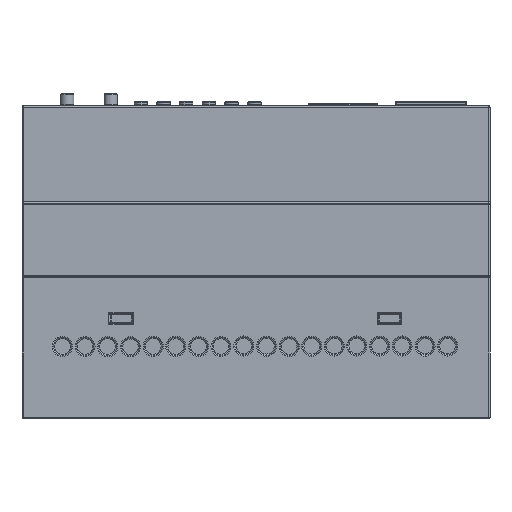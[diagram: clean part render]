
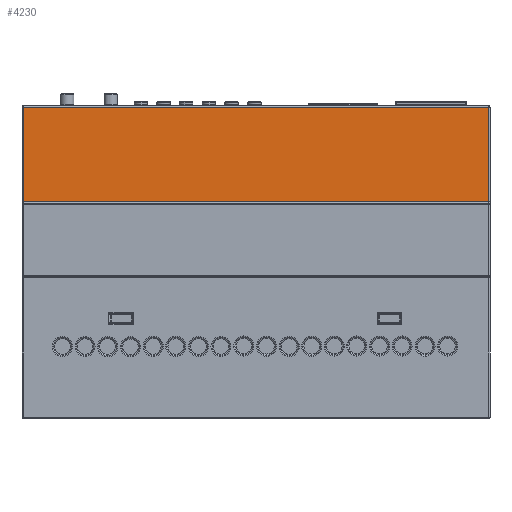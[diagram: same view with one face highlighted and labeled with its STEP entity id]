
A CAD part, front view. The second image highlights one B-rep face of the part: STEP entity #4230.
In plain terms, the highlighted planar face has unit normal (0, -1, 0).
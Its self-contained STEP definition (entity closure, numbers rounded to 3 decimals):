
#3228 = VECTOR ( 'NONE', #58513, 1000. ) ;
#3746 = VECTOR ( 'NONE', #21816, 1000. ) ;
#4230 = ADVANCED_FACE ( 'NONE', ( #117844 ), #115802, .F. ) ;
#6335 = ORIENTED_EDGE ( 'NONE', *, *, #164357, .T. ) ;
#8206 = VECTOR ( 'NONE', #136114, 1000. ) ;
#8569 = DIRECTION ( 'NONE',  ( -1., 0., 0. ) ) ;
#10143 = DIRECTION ( 'NONE',  ( 0., 1., 0. ) ) ;
#13767 = ORIENTED_EDGE ( 'NONE', *, *, #95144, .T. ) ;
#21816 = DIRECTION ( 'NONE',  ( 1., 0., 0. ) ) ;
#24560 = VERTEX_POINT ( 'NONE', #169669 ) ;
#26088 = ORIENTED_EDGE ( 'NONE', *, *, #78079, .T. ) ;
#34552 = ORIENTED_EDGE ( 'NONE', *, *, #114359, .T. ) ;
#52304 = AXIS2_PLACEMENT_3D ( 'NONE', #174865, #10143, #175461 ) ;
#53222 = CARTESIAN_POINT ( 'NONE',  ( 52.85, -18.5, 82.14 ) ) ;
#58513 = DIRECTION ( 'NONE',  ( 0., 0., -1. ) ) ;
#74389 = LINE ( 'NONE', #53222, #8206 ) ;
#78079 = EDGE_CURVE ( 'NONE', #171957, #24560, #84840, .T. ) ;
#78858 = VERTEX_POINT ( 'NONE', #114516 ) ;
#84317 = LINE ( 'NONE', #126577, #3228 ) ;
#84840 = LINE ( 'NONE', #89787, #3746 ) ;
#89787 = CARTESIAN_POINT ( 'NONE',  ( -51.9, -18.5, 43.75 ) ) ;
#95127 = CARTESIAN_POINT ( 'NONE',  ( -51.65, -18.5, 43.75 ) ) ;
#95144 = EDGE_CURVE ( 'NONE', #78858, #171957, #84317, .T. ) ;
#114213 = LINE ( 'NONE', #158904, #163348 ) ;
#114359 = EDGE_CURVE ( 'NONE', #122711, #78858, #114213, .T. ) ;
#114516 = CARTESIAN_POINT ( 'NONE',  ( -51.65, -18.5, 65.05 ) ) ;
#115802 = PLANE ( 'NONE',  #52304 ) ;
#117844 = FACE_OUTER_BOUND ( 'NONE', #174263, .T. ) ;
#122711 = VERTEX_POINT ( 'NONE', #135242 ) ;
#126577 = CARTESIAN_POINT ( 'NONE',  ( -51.65, -18.5, 82.14 ) ) ;
#135242 = CARTESIAN_POINT ( 'NONE',  ( 52.85, -18.5, 65.05 ) ) ;
#136114 = DIRECTION ( 'NONE',  ( 0., 0., 1. ) ) ;
#158904 = CARTESIAN_POINT ( 'NONE',  ( -51.9, -18.5, 65.05 ) ) ;
#163348 = VECTOR ( 'NONE', #8569, 1000. ) ;
#164357 = EDGE_CURVE ( 'NONE', #24560, #122711, #74389, .T. ) ;
#169669 = CARTESIAN_POINT ( 'NONE',  ( 52.85, -18.5, 43.75 ) ) ;
#171957 = VERTEX_POINT ( 'NONE', #95127 ) ;
#174263 = EDGE_LOOP ( 'NONE', ( #26088, #6335, #34552, #13767 ) ) ;
#174865 = CARTESIAN_POINT ( 'NONE',  ( -51.9, -18.5, 82.14 ) ) ;
#175461 = DIRECTION ( 'NONE',  ( 1., 0., 0. ) ) ;
